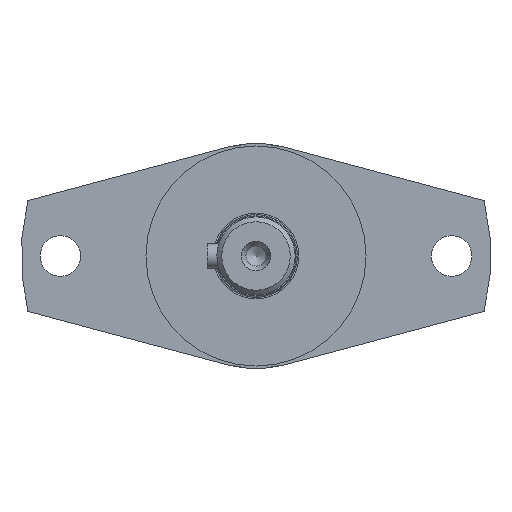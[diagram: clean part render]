
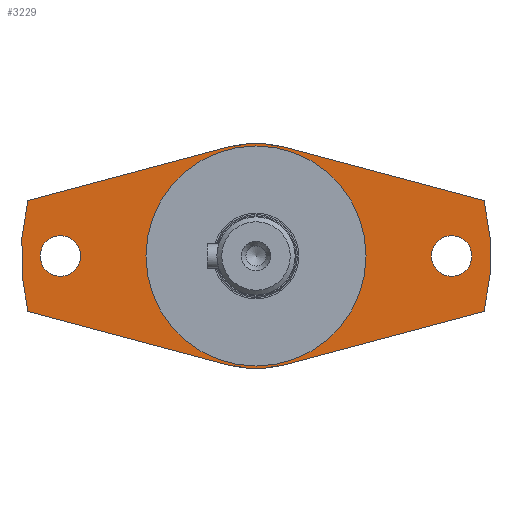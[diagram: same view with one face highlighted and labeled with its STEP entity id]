
A CAD part, left-side view. The second image highlights one B-rep face of the part: STEP entity #3229.
In plain terms, the highlighted planar face has unit normal (-1, 0, 0).
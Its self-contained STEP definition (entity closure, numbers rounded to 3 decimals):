
#263=FACE_BOUND('',#1079,.T.);
#264=FACE_BOUND('',#1080,.T.);
#265=FACE_BOUND('',#1081,.T.);
#308=LINE('',#4791,#585);
#309=LINE('',#4792,#586);
#310=LINE('',#4793,#587);
#311=LINE('',#4794,#588);
#585=VECTOR('',#3896,10.);
#586=VECTOR('',#3897,10.);
#587=VECTOR('',#3898,10.);
#588=VECTOR('',#3899,10.);
#893=FACE_OUTER_BOUND('',#1078,.T.);
#1078=EDGE_LOOP('',(#2273,#2274,#2275,#2276,#2277,#2278,#2279,#2280));
#1079=EDGE_LOOP('',(#2281));
#1080=EDGE_LOOP('',(#2282));
#1081=EDGE_LOOP('',(#2283,#2284));
#1291=CIRCLE('',#3462,23.);
#1293=CIRCLE('',#3464,23.);
#1298=CIRCLE('',#3471,48.);
#1299=CIRCLE('',#3473,22.5);
#1300=CIRCLE('',#3474,22.5);
#1302=CIRCLE('',#3477,48.);
#1305=CIRCLE('',#3482,4.15);
#1306=CIRCLE('',#3483,4.15);
#1435=VERTEX_POINT('',#4737);
#1436=VERTEX_POINT('',#4739);
#1439=VERTEX_POINT('',#4745);
#1440=VERTEX_POINT('',#4747);
#1446=VERTEX_POINT('',#4763);
#1447=VERTEX_POINT('',#4765);
#1448=VERTEX_POINT('',#4769);
#1449=VERTEX_POINT('',#4770);
#1450=VERTEX_POINT('',#4775);
#1453=VERTEX_POINT('',#4780);
#1456=VERTEX_POINT('',#4795);
#1457=VERTEX_POINT('',#4797);
#1754=EDGE_CURVE('',#1436,#1435,#1291,.T.);
#1758=EDGE_CURVE('',#1440,#1439,#1293,.T.);
#1767=EDGE_CURVE('',#1446,#1447,#1298,.T.);
#1769=EDGE_CURVE('',#1448,#1449,#1299,.T.);
#1770=EDGE_CURVE('',#1449,#1448,#1300,.T.);
#1775=EDGE_CURVE('',#1453,#1450,#1302,.T.);
#1780=EDGE_CURVE('',#1446,#1436,#308,.T.);
#1781=EDGE_CURVE('',#1435,#1450,#309,.T.);
#1782=EDGE_CURVE('',#1453,#1440,#310,.T.);
#1783=EDGE_CURVE('',#1439,#1447,#311,.T.);
#1784=EDGE_CURVE('',#1456,#1456,#1305,.T.);
#1785=EDGE_CURVE('',#1457,#1457,#1306,.T.);
#2273=ORIENTED_EDGE('',*,*,#1780,.T.);
#2274=ORIENTED_EDGE('',*,*,#1754,.T.);
#2275=ORIENTED_EDGE('',*,*,#1781,.T.);
#2276=ORIENTED_EDGE('',*,*,#1775,.F.);
#2277=ORIENTED_EDGE('',*,*,#1782,.T.);
#2278=ORIENTED_EDGE('',*,*,#1758,.T.);
#2279=ORIENTED_EDGE('',*,*,#1783,.T.);
#2280=ORIENTED_EDGE('',*,*,#1767,.F.);
#2281=ORIENTED_EDGE('',*,*,#1784,.T.);
#2282=ORIENTED_EDGE('',*,*,#1785,.T.);
#2283=ORIENTED_EDGE('',*,*,#1769,.T.);
#2284=ORIENTED_EDGE('',*,*,#1770,.T.);
#3104=PLANE('',#3481);
#3229=ADVANCED_FACE('',(#893,#263,#264,#265),#3104,.T.);
#3462=AXIS2_PLACEMENT_3D('',#4740,#3844,#3845);
#3464=AXIS2_PLACEMENT_3D('',#4748,#3850,#3851);
#3471=AXIS2_PLACEMENT_3D('',#4766,#3868,#3869);
#3473=AXIS2_PLACEMENT_3D('',#4771,#3873,#3874);
#3474=AXIS2_PLACEMENT_3D('',#4772,#3875,#3876);
#3477=AXIS2_PLACEMENT_3D('',#4782,#3884,#3885);
#3481=AXIS2_PLACEMENT_3D('',#4790,#3894,#3895);
#3482=AXIS2_PLACEMENT_3D('',#4796,#3900,#3901);
#3483=AXIS2_PLACEMENT_3D('',#4798,#3902,#3903);
#3844=DIRECTION('center_axis',(-1.,0.,0.));
#3845=DIRECTION('ref_axis',(0.,0.259,0.966));
#3850=DIRECTION('center_axis',(-1.,0.,0.));
#3851=DIRECTION('ref_axis',(0.,0.259,0.966));
#3868=DIRECTION('center_axis',(1.,0.,0.));
#3869=DIRECTION('ref_axis',(0.,-1.,0.));
#3873=DIRECTION('center_axis',(1.,0.,0.));
#3874=DIRECTION('ref_axis',(0.,-1.,0.));
#3875=DIRECTION('center_axis',(1.,0.,0.));
#3876=DIRECTION('ref_axis',(0.,-1.,0.));
#3884=DIRECTION('center_axis',(1.,0.,0.));
#3885=DIRECTION('ref_axis',(0.,-1.,0.));
#3894=DIRECTION('center_axis',(-1.,0.,0.));
#3895=DIRECTION('ref_axis',(0.,0.,
-1.));
#3896=DIRECTION('',(0.,0.966,0.259));
#3897=DIRECTION('',(0.,0.966,-0.259));
#3898=DIRECTION('',(0.,-0.966,-0.259));
#3899=DIRECTION('',(0.,-0.966,0.259));
#3900=DIRECTION('center_axis',(1.,0.,0.));
#3901=DIRECTION('ref_axis',(0.,0.,1.));
#3902=DIRECTION('center_axis',(1.,0.,0.));
#3903=DIRECTION('ref_axis',(0.,0.,1.));
#4737=CARTESIAN_POINT('',(-138.5,5.953,22.216));
#4739=CARTESIAN_POINT('',(-138.5,-5.953,22.216));
#4740=CARTESIAN_POINT('Origin',(-138.5,0.,0.));
#4745=CARTESIAN_POINT('',(-138.5,-5.953,-22.216));
#4747=CARTESIAN_POINT('',(-138.5,5.953,-22.216));
#4748=CARTESIAN_POINT('Origin',(-138.5,0.,0.));
#4763=CARTESIAN_POINT('',(-138.5,-46.648,11.312));
#4765=CARTESIAN_POINT('',(-138.5,-46.648,-11.312));
#4766=CARTESIAN_POINT('Origin',(-138.5,0.,0.));
#4769=CARTESIAN_POINT('',(-138.5,-22.5,0.));
#4770=CARTESIAN_POINT('',(-138.5,22.5,0.));
#4771=CARTESIAN_POINT('Origin',(-138.5,0.,0.));
#4772=CARTESIAN_POINT('Origin',(-138.5,0.,0.));
#4775=CARTESIAN_POINT('',(-138.5,46.648,11.312));
#4780=CARTESIAN_POINT('',(-138.5,46.648,-11.312));
#4782=CARTESIAN_POINT('Origin',(-138.5,0.,0.));
#4790=CARTESIAN_POINT('Origin',(-138.5,-35.25,0.));
#4791=CARTESIAN_POINT('',(-138.5,-45.921,11.507));
#4792=CARTESIAN_POINT('',(-138.5,-10.492,26.623));
#4793=CARTESIAN_POINT('',(-138.5,13.032,-20.319));
#4794=CARTESIAN_POINT('',(-138.5,-22.397,-17.81));
#4795=CARTESIAN_POINT('',(-138.5,40.,-4.15));
#4796=CARTESIAN_POINT('Origin',(-138.5,40.,0.));
#4797=CARTESIAN_POINT('',(-138.5,-40.,-4.15));
#4798=CARTESIAN_POINT('Origin',(-138.5,-40.,0.));
